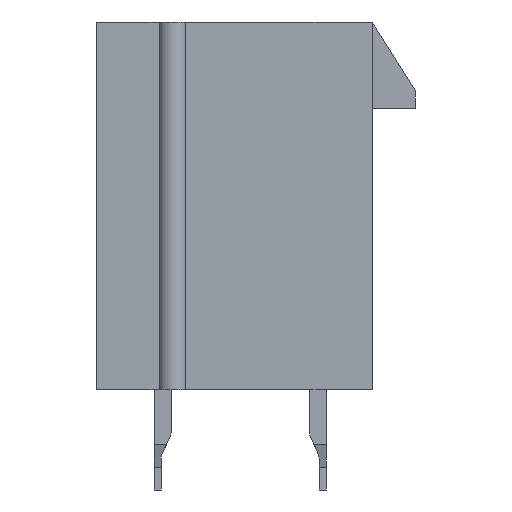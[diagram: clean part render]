
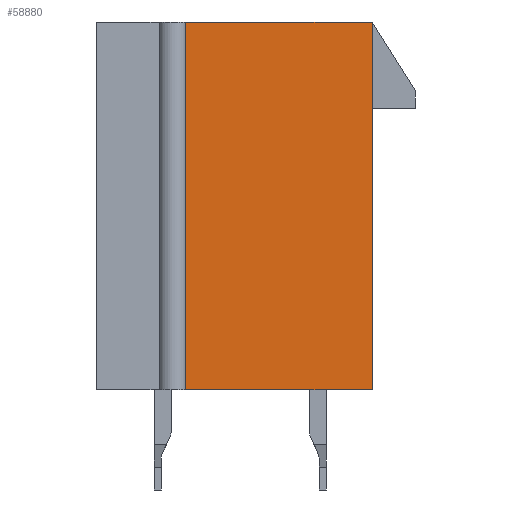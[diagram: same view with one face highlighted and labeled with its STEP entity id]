
A CAD part, left-side view. The second image highlights one B-rep face of the part: STEP entity #58880.
In plain terms, the highlighted planar face has unit normal (-1, 0, 0).
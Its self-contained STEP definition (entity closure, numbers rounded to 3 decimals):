
#5377=ORIENTED_EDGE('',*,*,#17078,.T.);
#5378=ORIENTED_EDGE('',*,*,#15910,.F.);
#5379=ORIENTED_EDGE('',*,*,#17097,.T.);
#5380=ORIENTED_EDGE('',*,*,#17058,.T.);
#15910=EDGE_CURVE('',#22474,#22471,#26912,.T.);
#17058=EDGE_CURVE('',#23073,#23072,#28060,.T.);
#17078=EDGE_CURVE('',#23072,#22471,#28080,.T.);
#17097=EDGE_CURVE('',#22474,#23073,#28099,.T.);
#22471=VERTEX_POINT('',#77693);
#22474=VERTEX_POINT('',#77698);
#23072=VERTEX_POINT('',#79846);
#23073=VERTEX_POINT('',#79848);
#26912=LINE('',#77699,#32736);
#28060=LINE('',#79847,#33884);
#28080=LINE('',#79876,#33904);
#28099=LINE('',#79899,#33923);
#32736=VECTOR('',#64933,1000.);
#33884=VECTOR('',#66885,1000.);
#33904=VECTOR('',#66919,1000.);
#33923=VECTOR('',#66942,1000.);
#37968=EDGE_LOOP('',(#5377,#5378,#5379,#5380));
#40168=FACE_BOUND('',#37968,.T.);
#42294=PLANE('',#61016);
#58880=ADVANCED_FACE('',(#40168),#42294,.T.);
#61016=AXIS2_PLACEMENT_3D('',#79913,#66956,#66957);
#64933=DIRECTION('',(0.,0.,1.));
#66885=DIRECTION('',(0.,0.,1.));
#66919=DIRECTION('',(0.,1.,0.));
#66942=DIRECTION('',(0.,-1.,0.));
#66956=DIRECTION('',(-1.,0.,0.));
#66957=DIRECTION('',(0.,0.,1.));
#77693=CARTESIAN_POINT('',(-19.55,1.71,6.4));
#77698=CARTESIAN_POINT('',(-19.55,1.71,-6.4));
#77699=CARTESIAN_POINT('',(-19.55,1.71,-6.4));
#79846=CARTESIAN_POINT('',(-19.55,-4.8,6.4));
#79847=CARTESIAN_POINT('',(-19.55,-4.8,-6.4));
#79848=CARTESIAN_POINT('',(-19.55,-4.8,-6.4));
#79876=CARTESIAN_POINT('',(-19.55,-4.8,6.4));
#79899=CARTESIAN_POINT('',(-19.55,4.8,-6.4));
#79913=CARTESIAN_POINT('',(-19.55,0.,0.));
